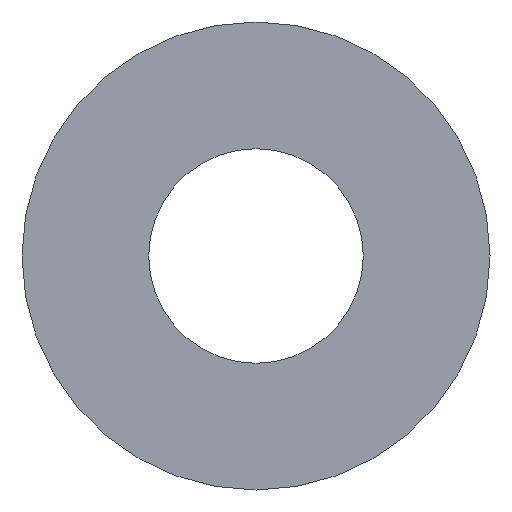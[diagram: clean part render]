
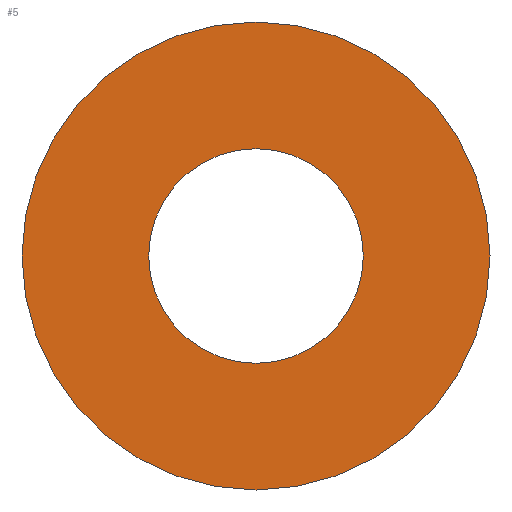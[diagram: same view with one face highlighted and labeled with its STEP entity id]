
A CAD part, front view. The second image highlights one B-rep face of the part: STEP entity #5.
In plain terms, the highlighted planar face has unit normal (0, -1, 0).
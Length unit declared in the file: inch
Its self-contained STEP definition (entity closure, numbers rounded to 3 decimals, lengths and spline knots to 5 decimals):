
#5 = ADVANCED_FACE ( 'NONE', ( #116, #101 ), #179, .F. ) ;
#12 = AXIS2_PLACEMENT_3D ( 'NONE', #178, #171, #194 ) ;
#13 = EDGE_CURVE ( 'NONE', #173, #162, #104, .T. ) ;
#16 = AXIS2_PLACEMENT_3D ( 'NONE', #190, #169, #174 ) ;
#20 = EDGE_CURVE ( 'NONE', #162, #173, #144, .T. ) ;
#39 = AXIS2_PLACEMENT_3D ( 'NONE', #159, #168, #184 ) ;
#44 = AXIS2_PLACEMENT_3D ( 'NONE', #160, #223, #224 ) ;
#47 = EDGE_CURVE ( 'NONE', #206, #165, #91, .T. ) ;
#49 = EDGE_CURVE ( 'NONE', #165, #206, #90, .T. ) ;
#55 = AXIS2_PLACEMENT_3D ( 'NONE', #177, #166, #180 ) ;
#90 = CIRCLE ( 'NONE', #44, 0.025 ) ;
#91 = CIRCLE ( 'NONE', #39, 0.025 ) ;
#100 = ORIENTED_EDGE ( 'NONE', *, *, #49, .T. ) ;
#101 = FACE_OUTER_BOUND ( 'NONE', #142, .T. ) ;
#104 = CIRCLE ( 'NONE', #16, 0.0545 ) ;
#116 = FACE_BOUND ( 'NONE', #145, .T. ) ;
#125 = ORIENTED_EDGE ( 'NONE', *, *, #20, .F. ) ;
#132 = ORIENTED_EDGE ( 'NONE', *, *, #47, .T. ) ;
#133 = ORIENTED_EDGE ( 'NONE', *, *, #13, .F. ) ;
#142 = EDGE_LOOP ( 'NONE', ( #125, #133 ) ) ;
#144 = CIRCLE ( 'NONE', #55, 0.0545 ) ;
#145 = EDGE_LOOP ( 'NONE', ( #132, #100 ) ) ;
#159 = CARTESIAN_POINT ( 'NONE',  ( 0., 0., 0. ) ) ;
#160 = CARTESIAN_POINT ( 'NONE',  ( 0., 0., 0. ) ) ;
#162 = VERTEX_POINT ( 'NONE', #200 ) ;
#165 = VERTEX_POINT ( 'NONE', #219 ) ;
#166 = DIRECTION ( 'NONE',  ( 0., 1., 0. ) ) ;
#168 = DIRECTION ( 'NONE',  ( 0., 1., 0. ) ) ;
#169 = DIRECTION ( 'NONE',  ( 0., 1., 0. ) ) ;
#171 = DIRECTION ( 'NONE',  ( 0., 1., 0. ) ) ;
#173 = VERTEX_POINT ( 'NONE', #209 ) ;
#174 = DIRECTION ( 'NONE',  ( 0., 0., 1. ) ) ;
#177 = CARTESIAN_POINT ( 'NONE',  ( 0., 0., 0. ) ) ;
#178 = CARTESIAN_POINT ( 'NONE',  ( 0., 0., 0. ) ) ;
#179 = PLANE ( 'NONE',  #12 ) ;
#180 = DIRECTION ( 'NONE',  ( 0., 0., 1. ) ) ;
#184 = DIRECTION ( 'NONE',  ( 0., 0., 1. ) ) ;
#190 = CARTESIAN_POINT ( 'NONE',  ( 0., 0., 0. ) ) ;
#194 = DIRECTION ( 'NONE',  ( 0., 0., 1. ) ) ;
#200 = CARTESIAN_POINT ( 'NONE',  ( 0., 0., -0.0545 ) ) ;
#206 = VERTEX_POINT ( 'NONE', #212 ) ;
#209 = CARTESIAN_POINT ( 'NONE',  ( 0., 0., 0.0545 ) ) ;
#212 = CARTESIAN_POINT ( 'NONE',  ( 0., 0., 0.025 ) ) ;
#219 = CARTESIAN_POINT ( 'NONE',  ( 0., 0., -0.025 ) ) ;
#223 = DIRECTION ( 'NONE',  ( 0., 1., 0. ) ) ;
#224 = DIRECTION ( 'NONE',  ( 0., 0., 1. ) ) ;
